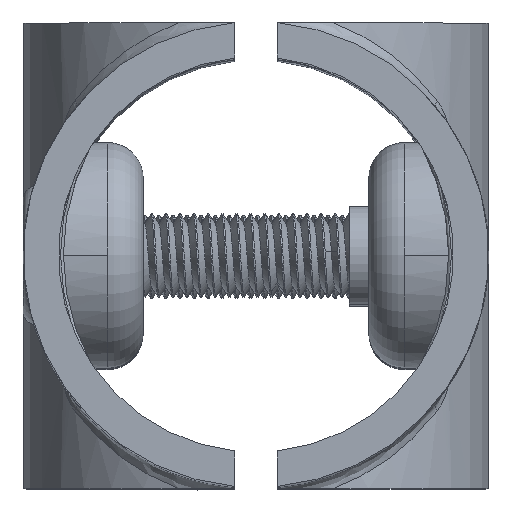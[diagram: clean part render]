
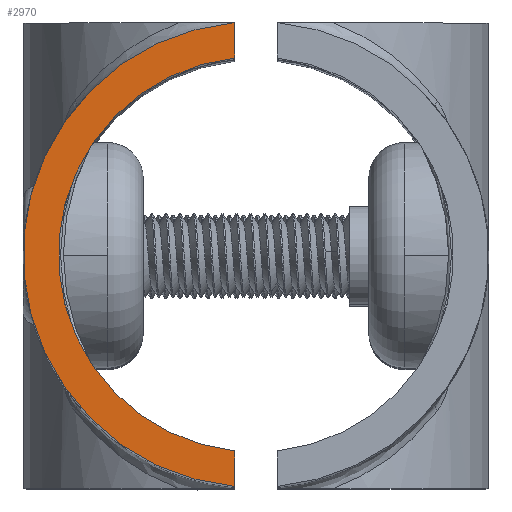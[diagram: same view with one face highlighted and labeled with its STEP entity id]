
A CAD part, top view. The second image highlights one B-rep face of the part: STEP entity #2970.
In plain terms, the highlighted planar face has unit normal (0, 0, 1).
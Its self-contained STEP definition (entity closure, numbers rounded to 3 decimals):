
#1120 = ORIENTED_EDGE ( 'NONE', *, *, #2900, .T. ) ;
#2054 = CIRCLE ( 'NONE', #30687, 16.5 ) ;
#2900 = EDGE_CURVE ( 'NONE', #12814, #19090, #20281, .T. ) ;
#2970 = ADVANCED_FACE ( 'NONE', ( #14296 ), #6132, .T. ) ;
#3293 = VERTEX_POINT ( 'NONE', #22848 ) ;
#6132 = PLANE ( 'NONE',  #28215 ) ;
#7141 = ORIENTED_EDGE ( 'NONE', *, *, #20780, .T. ) ;
#7674 = CARTESIAN_POINT ( 'NONE',  ( 0., 0., 65.5 ) ) ;
#7845 = DIRECTION ( 'NONE',  ( 0., 0., -1. ) ) ;
#7913 = EDGE_CURVE ( 'NONE', #19090, #3293, #2054, .T. ) ;
#8670 = ORIENTED_EDGE ( 'NONE', *, *, #7913, .T. ) ;
#9310 = DIRECTION ( 'NONE',  ( 1., 0., 0. ) ) ;
#10989 = VECTOR ( 'NONE', #21555, 1000. ) ;
#12814 = VERTEX_POINT ( 'NONE', #30150 ) ;
#12954 = LINE ( 'NONE', #21738, #10989 ) ;
#14296 = FACE_OUTER_BOUND ( 'NONE', #23158, .T. ) ;
#14454 = VECTOR ( 'NONE', #23282, 1000. ) ;
#15722 = CARTESIAN_POINT ( 'NONE',  ( -1.5, 16.432, 65.5 ) ) ;
#19015 = DIRECTION ( 'NONE',  ( -0.107, -0.994, 0. ) ) ;
#19090 = VERTEX_POINT ( 'NONE', #15722 ) ;
#19773 = AXIS2_PLACEMENT_3D ( 'NONE', #7674, #7845, #19015 ) ;
#20281 = LINE ( 'NONE', #22525, #14454 ) ;
#20780 = EDGE_CURVE ( 'NONE', #3293, #35117, #12954, .T. ) ;
#21393 = CARTESIAN_POINT ( 'NONE',  ( 0., 0., 65.5 ) ) ;
#21555 = DIRECTION ( 'NONE',  ( 0., 1., 0. ) ) ;
#21738 = CARTESIAN_POINT ( 'NONE',  ( -1.5, -16.432, 65.5 ) ) ;
#22525 = CARTESIAN_POINT ( 'NONE',  ( -1.5, 13.919, 65.5 ) ) ;
#22848 = CARTESIAN_POINT ( 'NONE',  ( -1.5, -16.432, 65.5 ) ) ;
#23158 = EDGE_LOOP ( 'NONE', ( #28107, #1120, #8670, #7141 ) ) ;
#23282 = DIRECTION ( 'NONE',  ( 0., 1., 0. ) ) ;
#24603 = CARTESIAN_POINT ( 'NONE',  ( -1.5, -13.919, 65.5 ) ) ;
#25816 = EDGE_CURVE ( 'NONE', #35117, #12814, #35950, .T. ) ;
#26804 = DIRECTION ( 'NONE',  ( 0., 0., 1. ) ) ;
#28107 = ORIENTED_EDGE ( 'NONE', *, *, #25816, .T. ) ;
#28215 = AXIS2_PLACEMENT_3D ( 'NONE', #21393, #29469, #9310 ) ;
#29469 = DIRECTION ( 'NONE',  ( 0., 0., 1. ) ) ;
#30150 = CARTESIAN_POINT ( 'NONE',  ( -1.5, 13.919, 65.5 ) ) ;
#30687 = AXIS2_PLACEMENT_3D ( 'NONE', #36157, #26804, #30710 ) ;
#30710 = DIRECTION ( 'NONE',  ( -0.091, 0.996, 0. ) ) ;
#35117 = VERTEX_POINT ( 'NONE', #24603 ) ;
#35950 = CIRCLE ( 'NONE', #19773, 14. ) ;
#36157 = CARTESIAN_POINT ( 'NONE',  ( 0., 0., 65.5 ) ) ;
